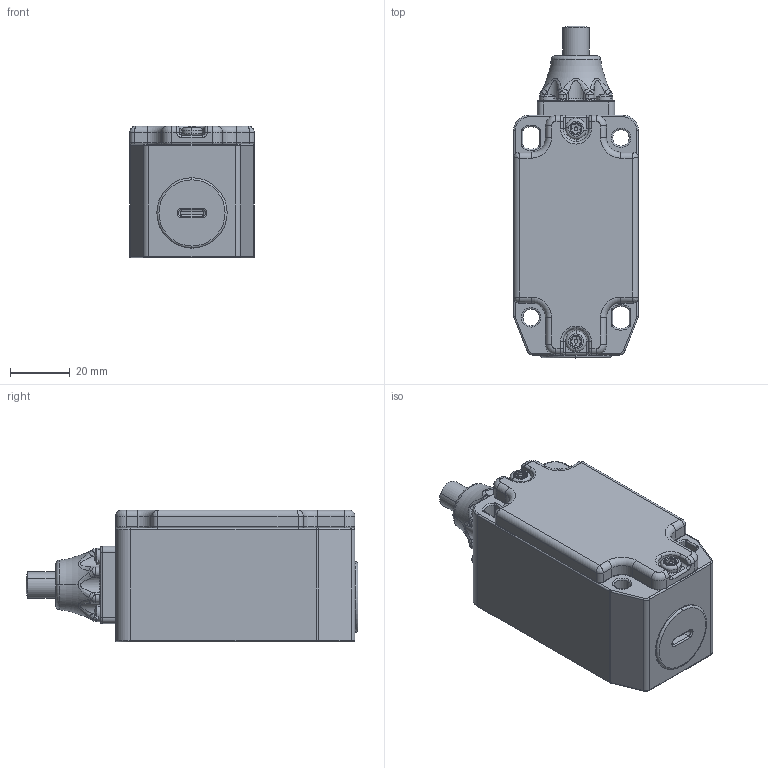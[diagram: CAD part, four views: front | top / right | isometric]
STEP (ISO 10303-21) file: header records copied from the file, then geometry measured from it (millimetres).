
FILE_DESCRIPTION (( 'STEP AP203' ), '1' );
FILE_NAME ('175-HLM-SS (Pin Plunger) (step format).STEP', '2014-04-07T09:42:40', ( '' ), ( '' ), 'SwSTEP 2.0', 'SolidWorks 2013', '' );
FILE_SCHEMA (( 'CONFIG_CONTROL_DESIGN' ));
Products named in the file (1): 175-HLM-SS (Pin Plunger) (step format)
Bounding box: 41.6 x 110.9 x 44 mm (x, y, z)
Volume: 67793.4 mm3; surface area: 44010 mm2
Topology: 12 solids, 12 shells, 1803 faces, 4043 edges, 2305 vertices
Faces by surface type: cylinder 466, plane 463, cone 462, torus 257, bspline 121, sphere 34
Entity records: 55717 total; most frequent: CARTESIAN_POINT 15719, DIRECTION 8855, ORIENTED_EDGE 8018, EDGE_CURVE 4009, AXIS2_PLACEMENT_3D 3517, VERTEX_POINT 2305, EDGE_LOOP 1906, CIRCLE 1834
